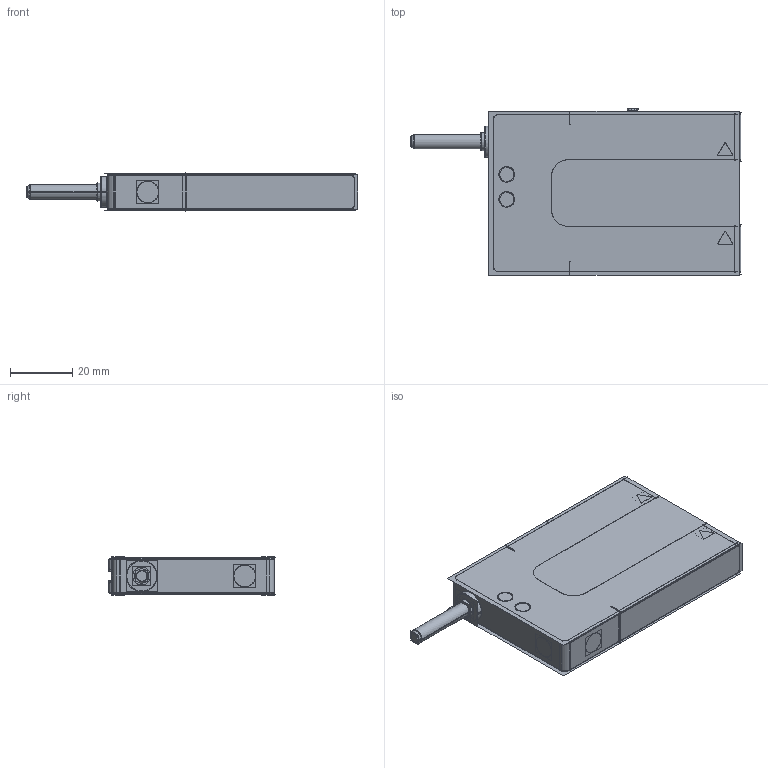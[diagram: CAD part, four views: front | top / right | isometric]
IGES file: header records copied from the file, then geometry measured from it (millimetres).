
Start section:  PTC IGES file: 137648_sm01.igs
Global section: file name: 137648_sm01.igs; native system: Creo Parametric by PTC Inc.; preprocessor: 2019292; author: PDMAdmin; organization: Unknown; date: 20220328.090016; units: millimetre
Bounding box: 106.31 x 53.28 x 12.48 mm (x, y, z)
Volume: 35770.6 mm3; surface area: 53055.4 mm2
Topology: 3 solids, 3 shells, 462 faces, 2244 edges, 2820 vertices
Faces by surface type: revolution 232, bspline 230
